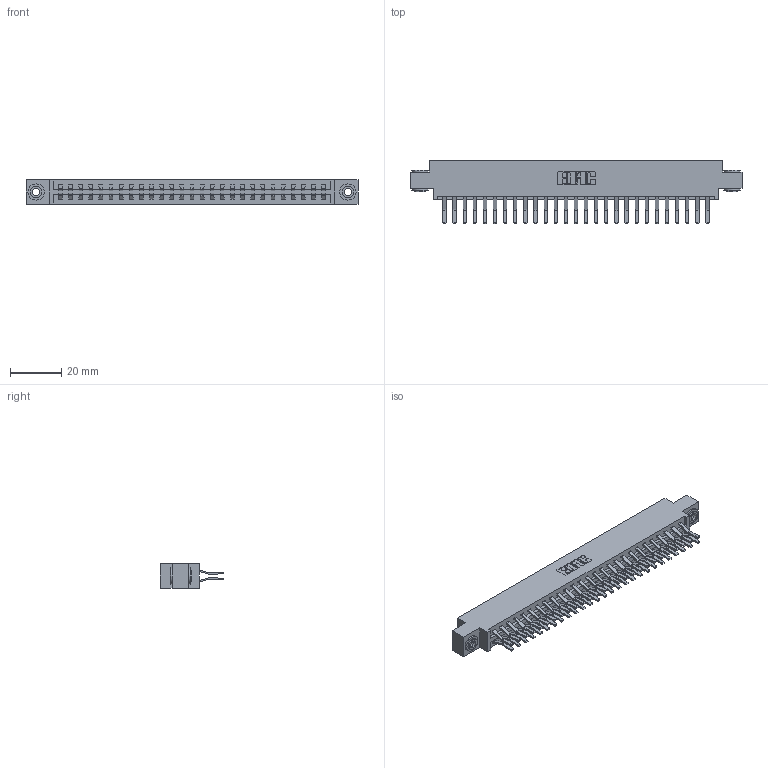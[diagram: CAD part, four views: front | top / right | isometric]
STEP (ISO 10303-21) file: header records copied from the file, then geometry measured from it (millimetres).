
FILE_DESCRIPTION (( 'STEP AP203' ), '1' );
FILE_NAME ('387-054-560-803.STEP', '2018-09-20T23:09:44', ( '' ), ( '' ), 'SwSTEP 2.0', 'SolidWorks 2016', '' );
FILE_SCHEMA (( 'CONFIG_CONTROL_DESIGN' ));
Length unit declared in the file: inch
Products named in the file (4): 345-292-001_560 Tail; 345-250-002_345-250-002-102; 387-054-560-803; 337 Part_0.170 Offset - 0.156 Dia-TH
Assembly tree (57 placements, depth 2):
  387-054-560-803
    337 Part_0.170 Offset - 0.156 Dia-TH
    345-292-001_560 Tail  x54
    345-250-002_345-250-002-102  x2
Bounding box: 130 x 24.78 x 9.4 mm (x, y, z)
Volume: 13756.3 mm3; surface area: 16762.5 mm2
Topology: 57 solids, 57 shells, 3180 faces, 9417 edges, 6202 vertices
Faces by surface type: plane 2136, cylinder 1036, cone 8
Entity records: 23744 total; most frequent: CARTESIAN_POINT 3989, ORIENTED_EDGE 3918, DIRECTION 3457, EDGE_CURVE 1959, LINE 1803, VECTOR 1803, VERTEX_POINT 1302, AXIS2_PLACEMENT_3D 827
